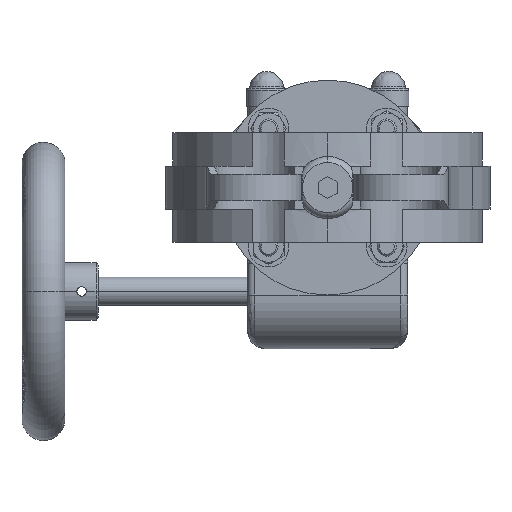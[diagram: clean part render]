
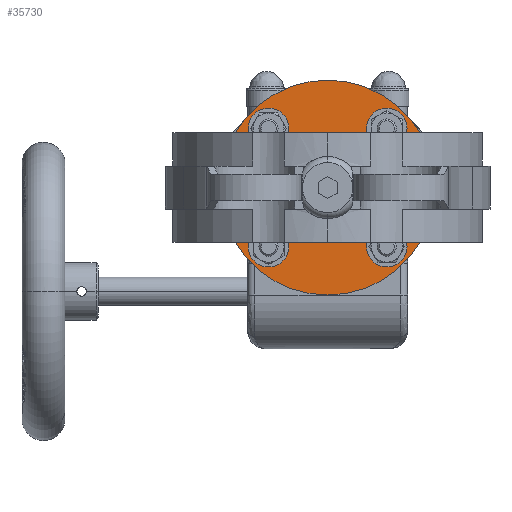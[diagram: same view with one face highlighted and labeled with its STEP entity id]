
A CAD part, front view. The second image highlights one B-rep face of the part: STEP entity #35730.
In plain terms, the highlighted planar face has unit normal (0, -1, 0).
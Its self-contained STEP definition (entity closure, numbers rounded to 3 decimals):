
#1105 = DIRECTION ( 'NONE',  ( 0., 0., 1. ) ) ;
#2510 = FACE_BOUND ( 'NONE', #47512, .T. ) ;
#2917 = CIRCLE ( 'NONE', #55538, 8.5 ) ;
#5022 = CARTESIAN_POINT ( 'NONE',  ( 0., 121., -18. ) ) ;
#5641 = EDGE_CURVE ( 'NONE', #57700, #87590, #51283, .T. ) ;
#6387 = CARTESIAN_POINT ( 'NONE',  ( 24.749, 121., 24.749 ) ) ;
#6949 = AXIS2_PLACEMENT_3D ( 'NONE', #80340, #51416, #7643 ) ;
#7077 = EDGE_CURVE ( 'NONE', #91825, #64677, #77302, .T. ) ;
#7643 = DIRECTION ( 'NONE',  ( 0., 0., -1. ) ) ;
#7804 = CIRCLE ( 'NONE', #25927, 8.5 ) ;
#8299 = AXIS2_PLACEMENT_3D ( 'NONE', #81211, #66577, #87991 ) ;
#9905 = EDGE_CURVE ( 'NONE', #72670, #61788, #63756, .T. ) ;
#12489 = LINE ( 'NONE', #35384, #87924 ) ;
#12513 = AXIS2_PLACEMENT_3D ( 'NONE', #5022, #51086, #95842 ) ;
#12660 = DIRECTION ( 'NONE',  ( 0., 0., 1. ) ) ;
#13881 = DIRECTION ( 'NONE',  ( 0., 0., 1. ) ) ;
#13952 = EDGE_CURVE ( 'NONE', #61788, #72670, #86131, .T. ) ;
#14242 = CARTESIAN_POINT ( 'NONE',  ( -16.249, 121., -24.749 ) ) ;
#14379 = CARTESIAN_POINT ( 'NONE',  ( 18., 121., 0. ) ) ;
#15160 = DIRECTION ( 'NONE',  ( 0., 0., -1. ) ) ;
#17509 = FACE_BOUND ( 'NONE', #30493, .T. ) ;
#18767 = EDGE_CURVE ( 'NONE', #50260, #26318, #26909, .T. ) ;
#19726 = EDGE_CURVE ( 'NONE', #64677, #91825, #67417, .T. ) ;
#20145 = CARTESIAN_POINT ( 'NONE',  ( 0., 121., 18. ) ) ;
#20631 = ORIENTED_EDGE ( 'NONE', *, *, #78106, .F. ) ;
#21290 = ORIENTED_EDGE ( 'NONE', *, *, #5641, .F. ) ;
#21353 = VERTEX_POINT ( 'NONE', #50474 ) ;
#21533 = EDGE_CURVE ( 'NONE', #21353, #33564, #85263, .T. ) ;
#21830 = ORIENTED_EDGE ( 'NONE', *, *, #82182, .T. ) ;
#22139 = DIRECTION ( 'NONE',  ( 0., 1., 0. ) ) ;
#22187 = AXIS2_PLACEMENT_3D ( 'NONE', #73620, #81464, #15160 ) ;
#23289 = EDGE_LOOP ( 'NONE', ( #20631, #34737, #37450, #21830, #91174 ) ) ;
#23695 = VECTOR ( 'NONE', #96181, 1000. ) ;
#25927 = AXIS2_PLACEMENT_3D ( 'NONE', #33557, #40998, #27049 ) ;
#26187 = CIRCLE ( 'NONE', #6949, 36. ) ;
#26318 = VERTEX_POINT ( 'NONE', #76142 ) ;
#26909 = CIRCLE ( 'NONE', #12513, 36. ) ;
#27049 = DIRECTION ( 'NONE',  ( 0., 0., 1. ) ) ;
#27710 = DIRECTION ( 'NONE',  ( 0., 0., 1. ) ) ;
#28341 = AXIS2_PLACEMENT_3D ( 'NONE', #66663, #89661, #89009 ) ;
#28924 = AXIS2_PLACEMENT_3D ( 'NONE', #74202, #51562, #13881 ) ;
#29284 = CARTESIAN_POINT ( 'NONE',  ( -24.749, 121., 24.749 ) ) ;
#30493 = EDGE_LOOP ( 'NONE', ( #46981, #92515 ) ) ;
#31868 = CARTESIAN_POINT ( 'NONE',  ( 24.749, 121., 24.749 ) ) ;
#33325 = CARTESIAN_POINT ( 'NONE',  ( 24.749, 121., -33.249 ) ) ;
#33557 = CARTESIAN_POINT ( 'NONE',  ( -24.749, 121., 24.749 ) ) ;
#33564 = VERTEX_POINT ( 'NONE', #70829 ) ;
#33627 = ORIENTED_EDGE ( 'NONE', *, *, #13952, .F. ) ;
#34703 = CIRCLE ( 'NONE', #28341, 45. ) ;
#34737 = ORIENTED_EDGE ( 'NONE', *, *, #21533, .F. ) ;
#35270 = AXIS2_PLACEMENT_3D ( 'NONE', #6387, #87740, #27710 ) ;
#35367 = DIRECTION ( 'NONE',  ( 0., -1., 0. ) ) ;
#35384 = CARTESIAN_POINT ( 'NONE',  ( -18., 121., 0. ) ) ;
#35730 = ADVANCED_FACE ( 'NONE', ( #46562, #2510, #62908, #17509, #59335, #51238 ), #79816, .F. ) ;
#36280 = EDGE_CURVE ( 'NONE', #87590, #57700, #34703, .T. ) ;
#37132 = CIRCLE ( 'NONE', #41543, 8.5 ) ;
#37274 = EDGE_CURVE ( 'NONE', #38152, #62297, #2917, .T. ) ;
#37450 = ORIENTED_EDGE ( 'NONE', *, *, #72384, .F. ) ;
#37529 = CIRCLE ( 'NONE', #53591, 8.5 ) ;
#38016 = DIRECTION ( 'NONE',  ( 0., -1., 0. ) ) ;
#38152 = VERTEX_POINT ( 'NONE', #40195 ) ;
#38862 = AXIS2_PLACEMENT_3D ( 'NONE', #31868, #38016, #67592 ) ;
#39605 = EDGE_LOOP ( 'NONE', ( #83003, #33627 ) ) ;
#39925 = EDGE_CURVE ( 'NONE', #91021, #82350, #7804, .T. ) ;
#40087 = AXIS2_PLACEMENT_3D ( 'NONE', #82239, #22139, #52721 ) ;
#40195 = CARTESIAN_POINT ( 'NONE',  ( -33.249, 121., -24.749 ) ) ;
#40998 = DIRECTION ( 'NONE',  ( 0., -1., 0. ) ) ;
#41388 = CARTESIAN_POINT ( 'NONE',  ( -24.749, 121., -24.749 ) ) ;
#41543 = AXIS2_PLACEMENT_3D ( 'NONE', #29284, #89285, #1105 ) ;
#42355 = ORIENTED_EDGE ( 'NONE', *, *, #39925, .F. ) ;
#46562 = FACE_BOUND ( 'NONE', #51332, .T. ) ;
#46884 = DIRECTION ( 'NONE',  ( 0., 0., 1. ) ) ;
#46981 = ORIENTED_EDGE ( 'NONE', *, *, #37274, .F. ) ;
#47512 = EDGE_LOOP ( 'NONE', ( #42355, #83258 ) ) ;
#48899 = DIRECTION ( 'NONE',  ( 0., -1., 0. ) ) ;
#49443 = EDGE_CURVE ( 'NONE', #62297, #38152, #37529, .T. ) ;
#49660 = ORIENTED_EDGE ( 'NONE', *, *, #36280, .F. ) ;
#50260 = VERTEX_POINT ( 'NONE', #20145 ) ;
#50474 = CARTESIAN_POINT ( 'NONE',  ( 18., 121., -13.177 ) ) ;
#51086 = DIRECTION ( 'NONE',  ( 0., -1., 0. ) ) ;
#51238 = FACE_BOUND ( 'NONE', #23289, .T. ) ;
#51283 = CIRCLE ( 'NONE', #40087, 45. ) ;
#51332 = EDGE_LOOP ( 'NONE', ( #76884, #71593 ) ) ;
#51416 = DIRECTION ( 'NONE',  ( 0., -1., 0. ) ) ;
#51562 = DIRECTION ( 'NONE',  ( 0., 1., 0. ) ) ;
#52721 = DIRECTION ( 'NONE',  ( 0., 0., 1. ) ) ;
#53591 = AXIS2_PLACEMENT_3D ( 'NONE', #41388, #48899, #78764 ) ;
#54876 = CIRCLE ( 'NONE', #22187, 36. ) ;
#55538 = AXIS2_PLACEMENT_3D ( 'NONE', #72692, #35367, #12660 ) ;
#55786 = CARTESIAN_POINT ( 'NONE',  ( -24.749, 121., 33.249 ) ) ;
#57700 = VERTEX_POINT ( 'NONE', #75022 ) ;
#58458 = DIRECTION ( 'NONE',  ( 0., 0., 1. ) ) ;
#58972 = CARTESIAN_POINT ( 'NONE',  ( 0., 121., 45. ) ) ;
#59335 = FACE_OUTER_BOUND ( 'NONE', #72519, .T. ) ;
#61788 = VERTEX_POINT ( 'NONE', #81917 ) ;
#62297 = VERTEX_POINT ( 'NONE', #14242 ) ;
#62908 = FACE_BOUND ( 'NONE', #39605, .T. ) ;
#63158 = CARTESIAN_POINT ( 'NONE',  ( 33.249, 121., 24.749 ) ) ;
#63756 = CIRCLE ( 'NONE', #8299, 8.5 ) ;
#63814 = CARTESIAN_POINT ( 'NONE',  ( 16.249, 121., 24.749 ) ) ;
#64677 = VERTEX_POINT ( 'NONE', #63814 ) ;
#66577 = DIRECTION ( 'NONE',  ( 0., -1., 0. ) ) ;
#66663 = CARTESIAN_POINT ( 'NONE',  ( 0., 121., 0. ) ) ;
#67228 = EDGE_CURVE ( 'NONE', #82350, #91021, #37132, .T. ) ;
#67417 = CIRCLE ( 'NONE', #38862, 8.5 ) ;
#67592 = DIRECTION ( 'NONE',  ( 0., 0., 1. ) ) ;
#67826 = CARTESIAN_POINT ( 'NONE',  ( -24.749, 121., 16.249 ) ) ;
#69935 = CARTESIAN_POINT ( 'NONE',  ( 24.749, 121., -24.749 ) ) ;
#70829 = CARTESIAN_POINT ( 'NONE',  ( 18., 121., 13.177 ) ) ;
#71593 = ORIENTED_EDGE ( 'NONE', *, *, #19726, .F. ) ;
#72384 = EDGE_CURVE ( 'NONE', #83572, #21353, #54876, .T. ) ;
#72519 = EDGE_LOOP ( 'NONE', ( #49660, #21290 ) ) ;
#72670 = VERTEX_POINT ( 'NONE', #33325 ) ;
#72692 = CARTESIAN_POINT ( 'NONE',  ( -24.749, 121., -24.749 ) ) ;
#73620 = CARTESIAN_POINT ( 'NONE',  ( 0., 121., 18. ) ) ;
#74202 = CARTESIAN_POINT ( 'NONE',  ( 0., 121., 0. ) ) ;
#75022 = CARTESIAN_POINT ( 'NONE',  ( 0., 121., -45. ) ) ;
#76142 = CARTESIAN_POINT ( 'NONE',  ( -18., 121., 13.177 ) ) ;
#76884 = ORIENTED_EDGE ( 'NONE', *, *, #7077, .F. ) ;
#77302 = CIRCLE ( 'NONE', #35270, 8.5 ) ;
#78101 = CARTESIAN_POINT ( 'NONE',  ( -18., 121., -13.177 ) ) ;
#78106 = EDGE_CURVE ( 'NONE', #33564, #50260, #26187, .T. ) ;
#78764 = DIRECTION ( 'NONE',  ( 0., 0., 1. ) ) ;
#79816 = PLANE ( 'NONE',  #28924 ) ;
#80340 = CARTESIAN_POINT ( 'NONE',  ( 0., 121., -18. ) ) ;
#81211 = CARTESIAN_POINT ( 'NONE',  ( 24.749, 121., -24.749 ) ) ;
#81464 = DIRECTION ( 'NONE',  ( 0., -1., 0. ) ) ;
#81917 = CARTESIAN_POINT ( 'NONE',  ( 24.749, 121., -16.249 ) ) ;
#82182 = EDGE_CURVE ( 'NONE', #83572, #26318, #12489, .T. ) ;
#82239 = CARTESIAN_POINT ( 'NONE',  ( 0., 121., 0. ) ) ;
#82350 = VERTEX_POINT ( 'NONE', #67826 ) ;
#83003 = ORIENTED_EDGE ( 'NONE', *, *, #9905, .F. ) ;
#83258 = ORIENTED_EDGE ( 'NONE', *, *, #67228, .F. ) ;
#83572 = VERTEX_POINT ( 'NONE', #78101 ) ;
#85263 = LINE ( 'NONE', #14379, #23695 ) ;
#86131 = CIRCLE ( 'NONE', #86391, 8.5 ) ;
#86391 = AXIS2_PLACEMENT_3D ( 'NONE', #69935, #92621, #46884 ) ;
#87590 = VERTEX_POINT ( 'NONE', #58972 ) ;
#87740 = DIRECTION ( 'NONE',  ( 0., -1., 0. ) ) ;
#87924 = VECTOR ( 'NONE', #58458, 1000. ) ;
#87991 = DIRECTION ( 'NONE',  ( 0., 0., 1. ) ) ;
#89009 = DIRECTION ( 'NONE',  ( 0., 0., 1. ) ) ;
#89285 = DIRECTION ( 'NONE',  ( 0., -1., 0. ) ) ;
#89661 = DIRECTION ( 'NONE',  ( 0., 1., 0. ) ) ;
#91021 = VERTEX_POINT ( 'NONE', #55786 ) ;
#91174 = ORIENTED_EDGE ( 'NONE', *, *, #18767, .F. ) ;
#91825 = VERTEX_POINT ( 'NONE', #63158 ) ;
#92515 = ORIENTED_EDGE ( 'NONE', *, *, #49443, .F. ) ;
#92621 = DIRECTION ( 'NONE',  ( 0., -1., 0. ) ) ;
#95842 = DIRECTION ( 'NONE',  ( 0., 0., -1. ) ) ;
#96181 = DIRECTION ( 'NONE',  ( 0., 0., 1. ) ) ;
